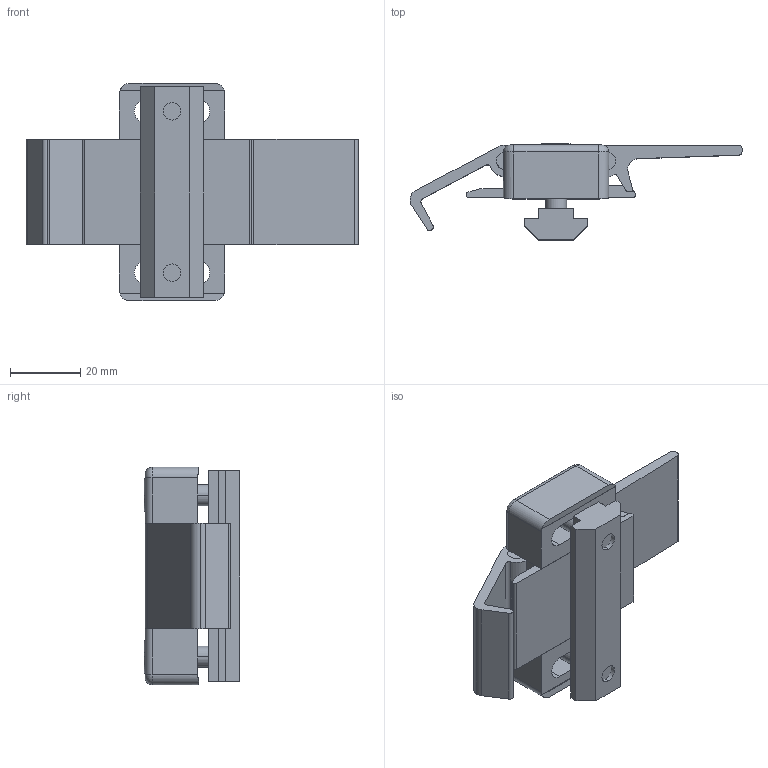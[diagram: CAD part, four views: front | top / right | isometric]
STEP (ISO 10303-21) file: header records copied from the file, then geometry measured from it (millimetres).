
FILE_DESCRIPTION (( 'STEP AP203' ), '1' );
FILE_NAME ('7.42.30.4545.STEP', '2014-06-26T02:24:34', ( 'USER' ), ( 'Microsoft' ), 'SwSTEP 2.0', 'SolidWorks 2012', '' );
FILE_SCHEMA (( 'CONFIG_CONTROL_DESIGN' ));
Length unit declared in the file: millimetre
Products named in the file (1): 7.42.30.4545
Bounding box: 94.64 x 27.3 x 62 mm (x, y, z)
Surface area: 21232.8 mm2 (no closed solid volume)
Topology: 0 solids, 14 shells, 186 faces, 568 edges, 390 vertices
Faces by surface type: plane 98, cylinder 76, torus 8, cone 4
Entity records: 6434 total; most frequent: CARTESIAN_POINT 1165, DIRECTION 1148, ORIENTED_EDGE 1006, EDGE_CURVE 564, AXIS2_PLACEMENT_3D 405, VERTEX_POINT 390, LINE 338, VECTOR 338
